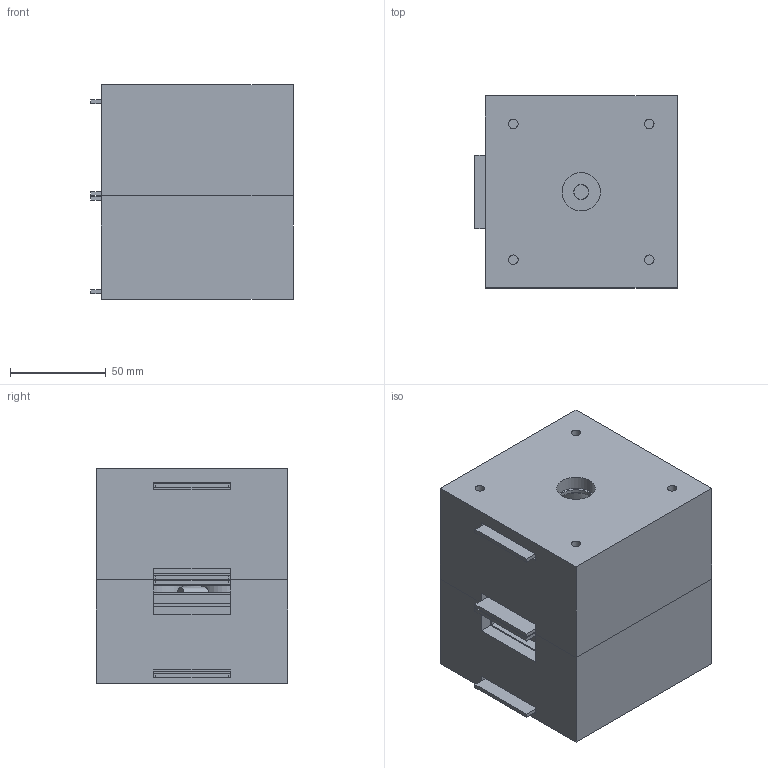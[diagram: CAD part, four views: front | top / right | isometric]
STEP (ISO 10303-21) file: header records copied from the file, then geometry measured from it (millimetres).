
FILE_DESCRIPTION(/* description */ (''),/* implementation_level */ '2;1');
FILE_NAME(/* name */ 'LEM_Versione_Ibrida_MIRION_AMETEK v5.step',/* time_stamp */ '2023-06-15T15:01:58+02:00',/* author */ (''),/* organization */ (''),/* preprocessor_version */ 'ST-DEVELOPER v19.2',/* originating_system */ 'Autodesk Translation Framework v12.6.0.85',/* authorisation */ '');
FILE_SCHEMA (('AUTOMOTIVE_DESIGN { 1 0 10303 214 3 1 1 }'));
Length unit declared in the file: millimetre
Products named in the file (1): LEM_Versione_Ibrida_MIRION_AMETEK
Bounding box: 105.5 x 100 x 112 mm (x, y, z)
Volume: 891497.1 mm3; surface area: 337945.1 mm2
Topology: 36 solids, 36 shells, 380 faces, 875 edges, 585 vertices
Faces by surface type: plane 258, cylinder 121, cone 1
Full cylindrical faces by diameter (mm): 5 x44, 6.796 x1, 6.8 x4, 7.6 x1, 7.8 x3, 8 x3, 13.4 x4, 13.6 x20, 13.8 x8, 14 x1, 15.2 x1, 19.4 x1, 20 x2, 22 x4, 26.1 x4
Entity records: 11248 total; most frequent: CARTESIAN_POINT 2011, DIRECTION 1866, ORIENTED_EDGE 1750, EDGE_CURVE 875, LINE 626, VECTOR 626, AXIS2_PLACEMENT_3D 620, VERTEX_POINT 585
